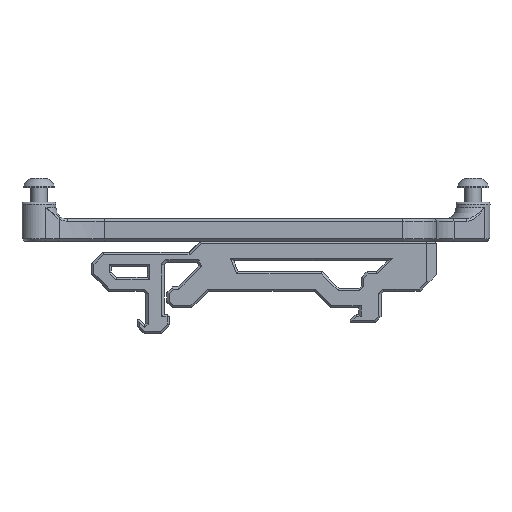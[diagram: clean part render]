
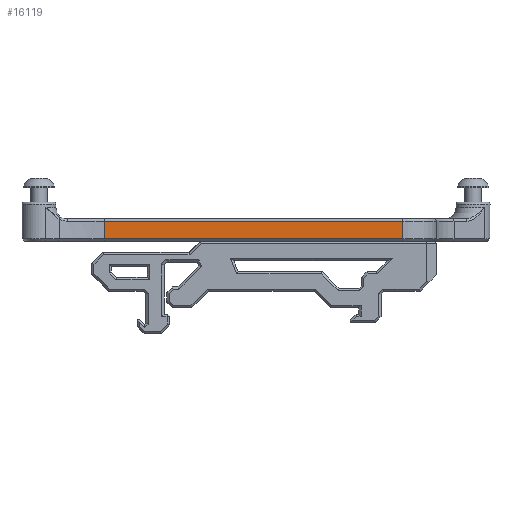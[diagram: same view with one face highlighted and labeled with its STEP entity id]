
A CAD part, left-side view. The second image highlights one B-rep face of the part: STEP entity #16119.
In plain terms, the highlighted planar face has unit normal (-1, 0, 0).
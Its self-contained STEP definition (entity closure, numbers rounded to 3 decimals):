
#1019=PLANE('',#17267);
#1856=FACE_OUTER_BOUND('',#2838,.T.);
#2838=EDGE_LOOP('',(#13577,#13578,#13579,#13580));
#4262=LINE('',#34182,#5944);
#4299=LINE('',#34319,#5981);
#4300=LINE('',#34328,#5982);
#4301=LINE('',#34329,#5983);
#5944=VECTOR('',#20135,10.);
#5981=VECTOR('',#20258,10.);
#5982=VECTOR('',#20263,10.);
#5983=VECTOR('',#20264,10.);
#7784=VERTEX_POINT('',#34179);
#7785=VERTEX_POINT('',#34181);
#7824=VERTEX_POINT('',#34318);
#7826=VERTEX_POINT('',#34327);
#9768=EDGE_CURVE('',#7784,#7785,#4262,.T.);
#9830=EDGE_CURVE('',#7785,#7824,#4299,.T.);
#9833=EDGE_CURVE('',#7826,#7784,#4300,.T.);
#9834=EDGE_CURVE('',#7824,#7826,#4301,.T.);
#13577=ORIENTED_EDGE('',*,*,#9768,.F.);
#13578=ORIENTED_EDGE('',*,*,#9833,.F.);
#13579=ORIENTED_EDGE('',*,*,#9834,.F.);
#13580=ORIENTED_EDGE('',*,*,#9830,.F.);
#16119=ADVANCED_FACE('',(#1856),#1019,.T.);
#17267=AXIS2_PLACEMENT_3D('',#34326,#20261,#20262);
#20135=DIRECTION('',(0.,1.,0.));
#20258=DIRECTION('',(0.,0.,1.));
#20261=DIRECTION('center_axis',(-1.,0.,0.));
#20262=DIRECTION('ref_axis',(0.,-1.,0.));
#20263=DIRECTION('',(0.,0.,-1.));
#20264=DIRECTION('',(0.,-1.,0.));
#34179=CARTESIAN_POINT('',(64.602,11.877,0.4));
#34181=CARTESIAN_POINT('',(64.602,65.485,0.4));
#34182=CARTESIAN_POINT('',(64.602,53.986,0.4));
#34318=CARTESIAN_POINT('',(64.602,65.485,3.6));
#34319=CARTESIAN_POINT('',(64.602,65.485,0.));
#34326=CARTESIAN_POINT('Origin',(64.602,69.736,0.));
#34327=CARTESIAN_POINT('',(64.602,11.877,3.6));
#34328=CARTESIAN_POINT('',(64.602,11.877,4.));
#34329=CARTESIAN_POINT('',(64.602,53.986,3.6));
